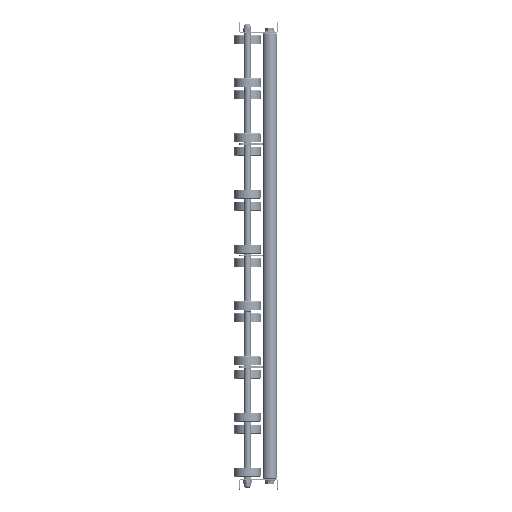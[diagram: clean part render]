
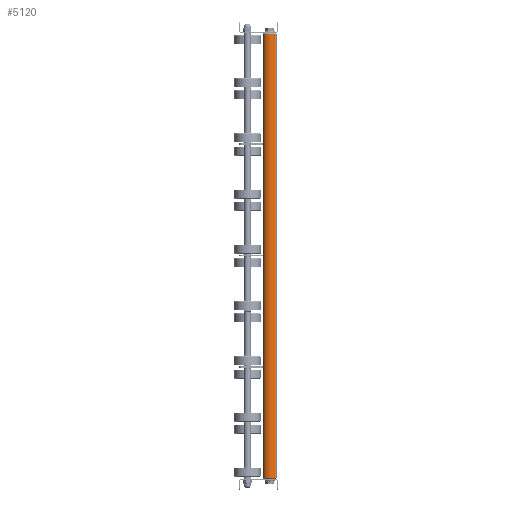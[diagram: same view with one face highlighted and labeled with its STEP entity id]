
A CAD part, left-side view. The second image highlights one B-rep face of the part: STEP entity #5120.
In plain terms, the highlighted cylindrical face has radius 12.5 mm (diameter 25 mm), a partial arc.
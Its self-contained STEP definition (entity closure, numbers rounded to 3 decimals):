
#432 = DIRECTION ( 'NONE',  ( 1., 0., 0. ) ) ;
#1456 = VECTOR ( 'NONE', #14831, 1000. ) ;
#2046 = AXIS2_PLACEMENT_3D ( 'NONE', #19925, #24279, #19779 ) ;
#4292 = VECTOR ( 'NONE', #18358, 1000. ) ;
#4517 = EDGE_CURVE ( 'NONE', #9165, #19709, #14568, .T. ) ;
#4644 = FACE_OUTER_BOUND ( 'NONE', #28542, .T. ) ;
#5120 = ADVANCED_FACE ( 'NONE', ( #4644 ), #23026, .T. ) ;
#5234 = ORIENTED_EDGE ( 'NONE', *, *, #15279, .F. ) ;
#5242 = CARTESIAN_POINT ( 'NONE',  ( 1., 0., 0. ) ) ;
#5594 = AXIS2_PLACEMENT_3D ( 'NONE', #5242, #432, #9617 ) ;
#5625 = CARTESIAN_POINT ( 'NONE',  ( 800., 0., 12.5 ) ) ;
#7657 = VERTEX_POINT ( 'NONE', #7676 ) ;
#7676 = CARTESIAN_POINT ( 'NONE',  ( 1., 0., 12.5 ) ) ;
#7893 = LINE ( 'NONE', #5625, #1456 ) ;
#8708 = CARTESIAN_POINT ( 'NONE',  ( 800., 0., 0. ) ) ;
#8991 = CARTESIAN_POINT ( 'NONE',  ( 800., 0., -12.5 ) ) ;
#9165 = VERTEX_POINT ( 'NONE', #20240 ) ;
#9617 = DIRECTION ( 'NONE',  ( 0., 0., -1. ) ) ;
#10614 = CARTESIAN_POINT ( 'NONE',  ( 799., 0., 12.5 ) ) ;
#11436 = DIRECTION ( 'NONE',  ( 0., 0., 1. ) ) ;
#11863 = ORIENTED_EDGE ( 'NONE', *, *, #4517, .T. ) ;
#13518 = LINE ( 'NONE', #8991, #4292 ) ;
#14568 = CIRCLE ( 'NONE', #2046, 12.5 ) ;
#14831 = DIRECTION ( 'NONE',  ( -1., 0., 0. ) ) ;
#15279 = EDGE_CURVE ( 'NONE', #9165, #29456, #13518, .T. ) ;
#16150 = EDGE_CURVE ( 'NONE', #19709, #7657, #7893, .T. ) ;
#17041 = AXIS2_PLACEMENT_3D ( 'NONE', #8708, #17945, #11436 ) ;
#17945 = DIRECTION ( 'NONE',  ( -1., 0., 0. ) ) ;
#18358 = DIRECTION ( 'NONE',  ( -1., 0., 0. ) ) ;
#18621 = CIRCLE ( 'NONE', #5594, 12.5 ) ;
#19709 = VERTEX_POINT ( 'NONE', #10614 ) ;
#19779 = DIRECTION ( 'NONE',  ( 0., 0., -1. ) ) ;
#19925 = CARTESIAN_POINT ( 'NONE',  ( 799., 0., 0. ) ) ;
#20240 = CARTESIAN_POINT ( 'NONE',  ( 799., 0., -12.5 ) ) ;
#20918 = EDGE_CURVE ( 'NONE', #7657, #29456, #18621, .T. ) ;
#22734 = ORIENTED_EDGE ( 'NONE', *, *, #16150, .T. ) ;
#23026 = CYLINDRICAL_SURFACE ( 'NONE', #17041, 12.5 ) ;
#24279 = DIRECTION ( 'NONE',  ( -1., 0., 0. ) ) ;
#24310 = ORIENTED_EDGE ( 'NONE', *, *, #20918, .T. ) ;
#28542 = EDGE_LOOP ( 'NONE', ( #5234, #11863, #22734, #24310 ) ) ;
#29181 = CARTESIAN_POINT ( 'NONE',  ( 1., 0., -12.5 ) ) ;
#29456 = VERTEX_POINT ( 'NONE', #29181 ) ;
